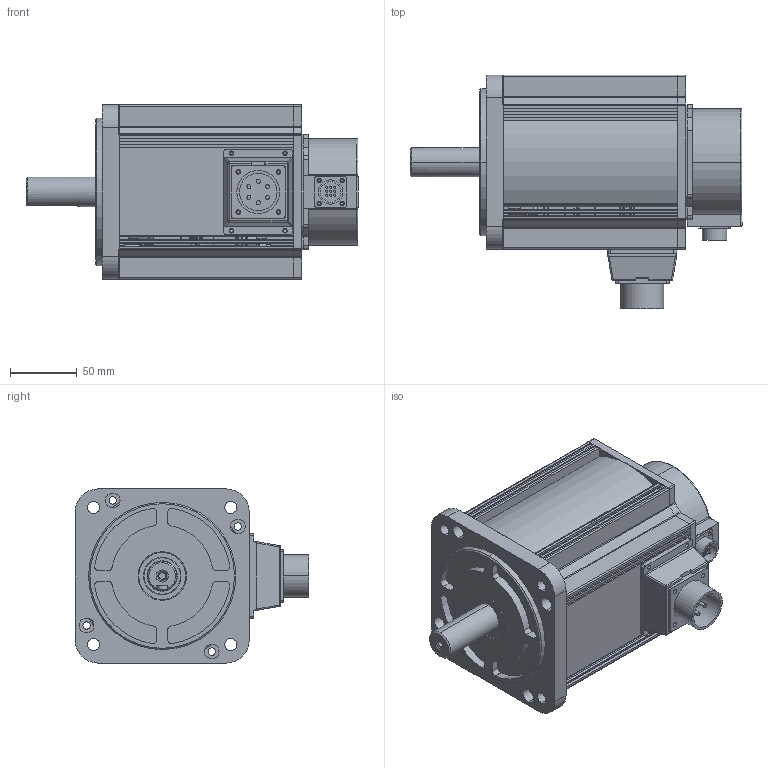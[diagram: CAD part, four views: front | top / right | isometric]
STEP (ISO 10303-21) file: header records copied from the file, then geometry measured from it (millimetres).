
FILE_DESCRIPTION (( 'STEP AP203' ), '1' );
FILE_NAME ('MS6H-130-11515-嫖晤蚾饜极.STEP', '2020-03-23T08:31:42', ( '' ), ( '' ), 'SwSTEP 2.0', 'SolidWorks 2016', '' );
FILE_SCHEMA (( 'CONFIG_CONTROL_DESIGN' ));
Length unit declared in the file: millimetre
Products named in the file (1): MS6H-130-11515-嫖晤蚾饜极
Bounding box: 248 x 174.5 x 130 mm (x, y, z)
Surface area: 218251.7 mm2 (no closed solid volume)
Topology: 0 solids, 234 shells, 2696 faces, 9466 edges, 6886 vertices
Faces by surface type: cylinder 1474, plane 1069, torus 58, bspline 45, cone 29, sphere 21
Entity records: 103180 total; most frequent: CARTESIAN_POINT 21208, DIRECTION 18487, ORIENTED_EDGE 14185, EDGE_CURVE 9427, VERTEX_POINT 6883, AXIS2_PLACEMENT_3D 6580, LINE 5327, VECTOR 5327
